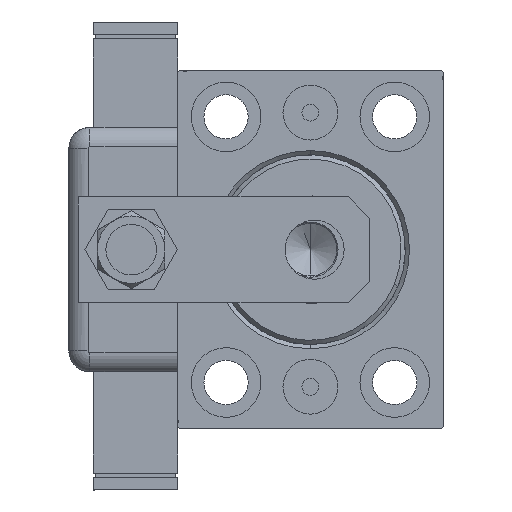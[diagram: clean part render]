
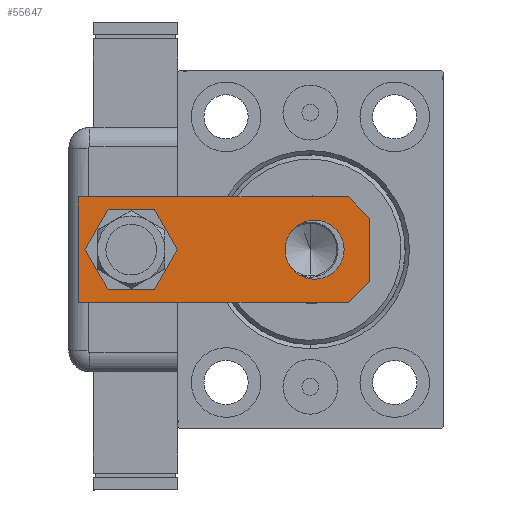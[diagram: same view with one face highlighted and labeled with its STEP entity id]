
A CAD part, left-side view. The second image highlights one B-rep face of the part: STEP entity #55647.
In plain terms, the highlighted face is planar.
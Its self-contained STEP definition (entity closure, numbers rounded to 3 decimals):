
#94 = CARTESIAN_POINT ( 'NONE',  ( -7.5, 0., 0. ) ) ;
#1346 = VERTEX_POINT ( 'NONE', #5619 ) ;
#1876 = DIRECTION ( 'NONE',  ( 0., 0., 1. ) ) ;
#1942 = VERTEX_POINT ( 'NONE', #37897 ) ;
#2269 = VECTOR ( 'NONE', #3647, 1000. ) ;
#2293 = CARTESIAN_POINT ( 'NONE',  ( -7., 56.5, 0. ) ) ;
#2558 = EDGE_CURVE ( 'NONE', #7059, #58265, #49016, .T. ) ;
#3451 = FACE_BOUND ( 'NONE', #45926, .T. ) ;
#3647 = DIRECTION ( 'NONE',  ( 0., -1., 0. ) ) ;
#5619 = CARTESIAN_POINT ( 'NONE',  ( -7.5, 0., 0. ) ) ;
#5970 = CARTESIAN_POINT ( 'NONE',  ( 12.5, 0., 0. ) ) ;
#6073 = CARTESIAN_POINT ( 'NONE',  ( 0., 13., 0. ) ) ;
#7059 = VERTEX_POINT ( 'NONE', #31752 ) ;
#8656 = ORIENTED_EDGE ( 'NONE', *, *, #37655, .T. ) ;
#9798 = LINE ( 'NONE', #28160, #2269 ) ;
#10022 = VECTOR ( 'NONE', #11344, 1000. ) ;
#11344 = DIRECTION ( 'NONE',  ( -0.707, -0.707, 0. ) ) ;
#12611 = CARTESIAN_POINT ( 'NONE',  ( 12.5, 69., 0. ) ) ;
#12788 = ORIENTED_EDGE ( 'NONE', *, *, #2558, .F. ) ;
#14518 = VECTOR ( 'NONE', #40723, 1000. ) ;
#15152 = CARTESIAN_POINT ( 'NONE',  ( -12.5, 5., 0. ) ) ;
#17280 = FACE_OUTER_BOUND ( 'NONE', #28549, .T. ) ;
#18032 = CIRCLE ( 'NONE', #33441, 7. ) ;
#18143 = EDGE_CURVE ( 'NONE', #39711, #55503, #34607, .T. ) ;
#18281 = EDGE_LOOP ( 'NONE', ( #36328, #39990 ) ) ;
#19451 = AXIS2_PLACEMENT_3D ( 'NONE', #30844, #58524, #44094 ) ;
#20010 = VERTEX_POINT ( 'NONE', #43514 ) ;
#21384 = EDGE_CURVE ( 'NONE', #1346, #50870, #54561, .T. ) ;
#21606 = VECTOR ( 'NONE', #36400, 1000. ) ;
#24415 = DIRECTION ( 'NONE',  ( 1., 0., 0. ) ) ;
#25235 = CARTESIAN_POINT ( 'NONE',  ( -12.5, 0., 0. ) ) ;
#25916 = CARTESIAN_POINT ( 'NONE',  ( -12.5, 69., 0. ) ) ;
#28160 = CARTESIAN_POINT ( 'NONE',  ( -12.5, 69., 0. ) ) ;
#28549 = EDGE_LOOP ( 'NONE', ( #42624, #55805, #43978, #12788, #38388, #45769 ) ) ;
#30785 = ORIENTED_EDGE ( 'NONE', *, *, #52504, .T. ) ;
#30844 = CARTESIAN_POINT ( 'NONE',  ( 0., 0., 0. ) ) ;
#31035 = DIRECTION ( 'NONE',  ( 1., 0., 0. ) ) ;
#31186 = CIRCLE ( 'NONE', #56187, 7. ) ;
#31355 = EDGE_CURVE ( 'NONE', #58265, #50870, #9798, .T. ) ;
#31752 = CARTESIAN_POINT ( 'NONE',  ( 12.5, 69., 0. ) ) ;
#32811 = VECTOR ( 'NONE', #34880, 1000. ) ;
#32897 = VECTOR ( 'NONE', #48053, 1000. ) ;
#33441 = AXIS2_PLACEMENT_3D ( 'NONE', #6073, #48154, #24415 ) ;
#34246 = CARTESIAN_POINT ( 'NONE',  ( 12.5, 5., 0. ) ) ;
#34388 = DIRECTION ( 'NONE',  ( 1., 0., 0. ) ) ;
#34607 = CIRCLE ( 'NONE', #45153, 7. ) ;
#34677 = DIRECTION ( 'NONE',  ( 0., 0., 1. ) ) ;
#34880 = DIRECTION ( 'NONE',  ( 1., 0., 0. ) ) ;
#36328 = ORIENTED_EDGE ( 'NONE', *, *, #18143, .T. ) ;
#36400 = DIRECTION ( 'NONE',  ( -1., 0., 0. ) ) ;
#37655 = EDGE_CURVE ( 'NONE', #38135, #45747, #31186, .T. ) ;
#37897 = CARTESIAN_POINT ( 'NONE',  ( 7.5, 0., 0. ) ) ;
#38135 = VERTEX_POINT ( 'NONE', #2293 ) ;
#38388 = ORIENTED_EDGE ( 'NONE', *, *, #49242, .F. ) ;
#38894 = CARTESIAN_POINT ( 'NONE',  ( -7., 13., 0. ) ) ;
#39339 = LINE ( 'NONE', #34246, #10022 ) ;
#39711 = VERTEX_POINT ( 'NONE', #38894 ) ;
#39750 = CIRCLE ( 'NONE', #42633, 7. ) ;
#39990 = ORIENTED_EDGE ( 'NONE', *, *, #45542, .T. ) ;
#40723 = DIRECTION ( 'NONE',  ( -0.707, 0.707, 0. ) ) ;
#42624 = ORIENTED_EDGE ( 'NONE', *, *, #46614, .F. ) ;
#42633 = AXIS2_PLACEMENT_3D ( 'NONE', #53903, #49390, #55702 ) ;
#43111 = CARTESIAN_POINT ( 'NONE',  ( 0., 56.5, 0. ) ) ;
#43205 = CARTESIAN_POINT ( 'NONE',  ( 7., 13., 0. ) ) ;
#43514 = CARTESIAN_POINT ( 'NONE',  ( 12.5, 5., 0. ) ) ;
#43978 = ORIENTED_EDGE ( 'NONE', *, *, #31355, .F. ) ;
#44094 = DIRECTION ( 'NONE',  ( 1., 0., 0. ) ) ;
#44688 = FACE_BOUND ( 'NONE', #18281, .T. ) ;
#45153 = AXIS2_PLACEMENT_3D ( 'NONE', #58127, #34677, #31035 ) ;
#45542 = EDGE_CURVE ( 'NONE', #55503, #39711, #18032, .T. ) ;
#45747 = VERTEX_POINT ( 'NONE', #52554 ) ;
#45769 = ORIENTED_EDGE ( 'NONE', *, *, #58765, .T. ) ;
#45926 = EDGE_LOOP ( 'NONE', ( #8656, #30785 ) ) ;
#46614 = EDGE_CURVE ( 'NONE', #1346, #1942, #52632, .T. ) ;
#48053 = DIRECTION ( 'NONE',  ( 0., 1., 0. ) ) ;
#48154 = DIRECTION ( 'NONE',  ( 0., 0., 1. ) ) ;
#49016 = LINE ( 'NONE', #12611, #21606 ) ;
#49242 = EDGE_CURVE ( 'NONE', #20010, #7059, #56810, .T. ) ;
#49390 = DIRECTION ( 'NONE',  ( 0., 0., 1. ) ) ;
#50870 = VERTEX_POINT ( 'NONE', #15152 ) ;
#52504 = EDGE_CURVE ( 'NONE', #45747, #38135, #39750, .T. ) ;
#52554 = CARTESIAN_POINT ( 'NONE',  ( 7., 56.5, 0. ) ) ;
#52632 = LINE ( 'NONE', #25235, #32811 ) ;
#53409 = PLANE ( 'NONE',  #19451 ) ;
#53903 = CARTESIAN_POINT ( 'NONE',  ( 0., 56.5, 0. ) ) ;
#54561 = LINE ( 'NONE', #94, #14518 ) ;
#55503 = VERTEX_POINT ( 'NONE', #43205 ) ;
#55647 = ADVANCED_FACE ( 'NONE', ( #17280, #3451, #44688 ), #53409, .F. ) ;
#55702 = DIRECTION ( 'NONE',  ( 1., 0., 0. ) ) ;
#55805 = ORIENTED_EDGE ( 'NONE', *, *, #21384, .T. ) ;
#56187 = AXIS2_PLACEMENT_3D ( 'NONE', #43111, #1876, #34388 ) ;
#56810 = LINE ( 'NONE', #5970, #32897 ) ;
#58127 = CARTESIAN_POINT ( 'NONE',  ( 0., 13., 0. ) ) ;
#58265 = VERTEX_POINT ( 'NONE', #25916 ) ;
#58524 = DIRECTION ( 'NONE',  ( 0., 0., 1. ) ) ;
#58765 = EDGE_CURVE ( 'NONE', #20010, #1942, #39339, .T. ) ;
